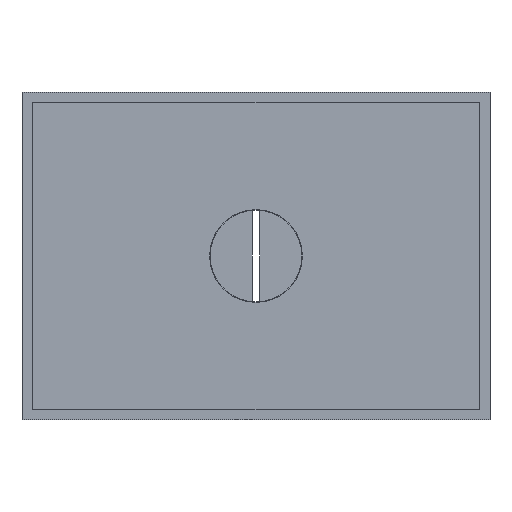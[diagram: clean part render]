
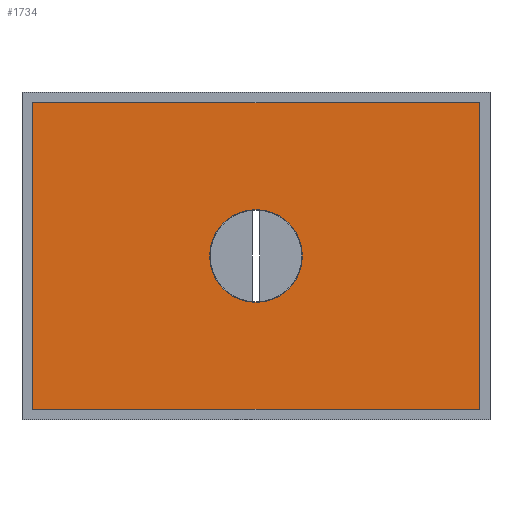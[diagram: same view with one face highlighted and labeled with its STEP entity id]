
A CAD part, front view. The second image highlights one B-rep face of the part: STEP entity #1734.
In plain terms, the highlighted planar face has unit normal (0, -1, 0).
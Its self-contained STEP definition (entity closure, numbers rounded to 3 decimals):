
#669=DIRECTION('',(0.,0.,1.));
#670=VECTOR('',#669,655.);
#671=CARTESIAN_POINT('',(-477.5,-180.,-327.5));
#672=LINE('',#671,#670);
#673=DIRECTION('',(1.,0.,0.));
#674=VECTOR('',#673,955.);
#675=CARTESIAN_POINT('',(-477.5,-180.,327.5));
#676=LINE('',#675,#674);
#677=DIRECTION('',(0.,0.,1.));
#678=VECTOR('',#677,655.);
#679=CARTESIAN_POINT('',(477.5,-180.,-327.5));
#680=LINE('',#679,#678);
#681=DIRECTION('',(1.,0.,0.));
#682=VECTOR('',#681,955.);
#683=CARTESIAN_POINT('',(-477.5,-180.,-327.5));
#684=LINE('',#683,#682);
#685=CARTESIAN_POINT('',(0.,-180.,0.));
#686=DIRECTION('',(0.,-1.,0.));
#687=DIRECTION('',(1.,0.,0.));
#688=AXIS2_PLACEMENT_3D('',#685,#686,#687);
#690=CARTESIAN_POINT('',(0.,-180.,0.));
#691=DIRECTION('',(0.,-1.,0.));
#692=DIRECTION('',(-1.,0.,0.));
#693=AXIS2_PLACEMENT_3D('',#690,#691,#692);
#1371=CARTESIAN_POINT('',(-477.5,-180.,-327.5));
#1372=CARTESIAN_POINT('',(-477.5,-180.,327.5));
#1373=VERTEX_POINT('',#1371);
#1374=VERTEX_POINT('',#1372);
#1375=CARTESIAN_POINT('',(477.5,-180.,-327.5));
#1376=VERTEX_POINT('',#1375);
#1377=CARTESIAN_POINT('',(477.5,-180.,327.5));
#1378=VERTEX_POINT('',#1377);
#1399=CARTESIAN_POINT('',(99.,-180.,0.));
#1400=CARTESIAN_POINT('',(-99.,-180.,0.));
#1401=VERTEX_POINT('',#1399);
#1402=VERTEX_POINT('',#1400);
#1714=CARTESIAN_POINT('',(0.,-180.,0.));
#1715=DIRECTION('',(0.,-1.,0.));
#1716=DIRECTION('',(1.,0.,0.));
#1717=AXIS2_PLACEMENT_3D('',#1714,#1715,#1716);
#1718=PLANE('',#1717);
#1720=ORIENTED_EDGE('',*,*,#1719,.T.);
#1722=ORIENTED_EDGE('',*,*,#1721,.T.);
#1723=ORIENTED_EDGE('',*,*,#1689,.F.);
#1725=ORIENTED_EDGE('',*,*,#1724,.F.);
#1726=EDGE_LOOP('',(#1720,#1722,#1723,#1725));
#1727=FACE_OUTER_BOUND('',#1726,.F.);
#1729=ORIENTED_EDGE('',*,*,#1728,.T.);
#1731=ORIENTED_EDGE('',*,*,#1730,.T.);
#1732=EDGE_LOOP('',(#1729,#1731));
#1733=FACE_BOUND('',#1732,.F.);
#1734=ADVANCED_FACE('',(#1727,#1733),#1718,.T.);
#689=CIRCLE('',#688,99.);
#694=CIRCLE('',#693,99.);
#1689=EDGE_CURVE('',#1376,#1378,#680,.T.);
#1719=EDGE_CURVE('',#1373,#1374,#672,.T.);
#1721=EDGE_CURVE('',#1374,#1378,#676,.T.);
#1724=EDGE_CURVE('',#1373,#1376,#684,.T.);
#1728=EDGE_CURVE('',#1401,#1402,#689,.T.);
#1730=EDGE_CURVE('',#1402,#1401,#694,.T.);
